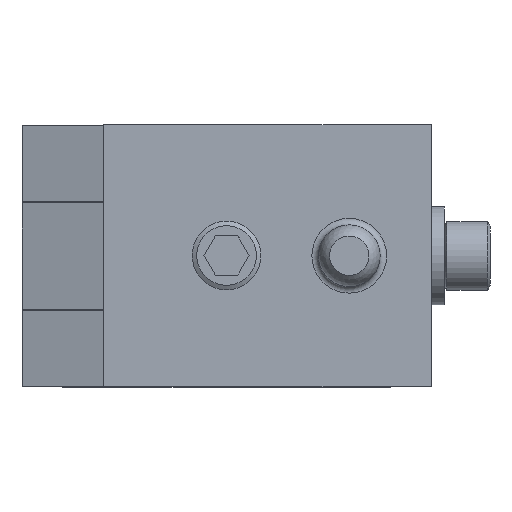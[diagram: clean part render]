
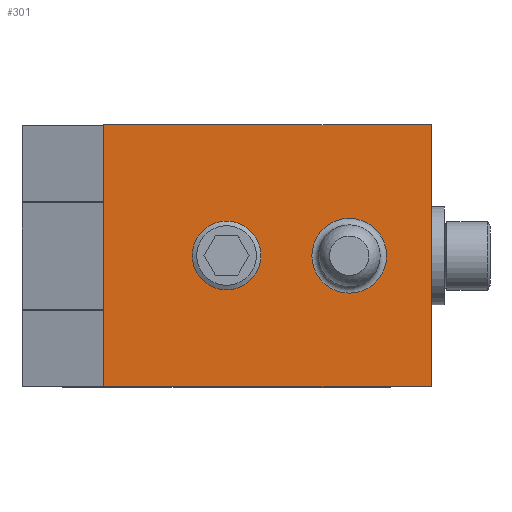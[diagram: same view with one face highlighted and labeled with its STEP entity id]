
A CAD part, top view. The second image highlights one B-rep face of the part: STEP entity #301.
In plain terms, the highlighted face is planar.
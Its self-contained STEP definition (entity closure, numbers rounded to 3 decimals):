
#301 = ADVANCED_FACE( '', ( #396, #397 ), #398, .F. );
#396 = FACE_BOUND( '', #536, .T. );
#397 = FACE_OUTER_BOUND( '', #537, .T. );
#398 = PLANE( '', #538 );
#536 = EDGE_LOOP( '', ( #833 ) );
#537 = EDGE_LOOP( '', ( #834, #835, #836, #837 ) );
#538 = AXIS2_PLACEMENT_3D( '', #838, #839, #840 );
#833 = ORIENTED_EDGE( '', *, *, #1113, .T. );
#834 = ORIENTED_EDGE( '', *, *, #1119, .T. );
#835 = ORIENTED_EDGE( '', *, *, #1120, .F. );
#836 = ORIENTED_EDGE( '', *, *, #1121, .F. );
#837 = ORIENTED_EDGE( '', *, *, #1105, .T. );
#838 = CARTESIAN_POINT( '', ( -50., -40., -21.5 ) );
#839 = DIRECTION( '', ( 0., 0., 1. ) );
#840 = DIRECTION( '', ( 1., 0., 0. ) );
#1105 = EDGE_CURVE( '', #1274, #1272, #1275, .T. );
#1113 = EDGE_CURVE( '', #1289, #1289, #1290, .T. );
#1119 = EDGE_CURVE( '', #1272, #1299, #1300, .T. );
#1120 = EDGE_CURVE( '', #1301, #1299, #1302, .T. );
#1121 = EDGE_CURVE( '', #1274, #1301, #1303, .T. );
#1272 = VERTEX_POINT( '', #1539 );
#1274 = VERTEX_POINT( '', #1542 );
#1275 = LINE( '', #1543, #1544 );
#1289 = VERTEX_POINT( '', #1563 );
#1290 = CIRCLE( '', #1564, 11.427 );
#1299 = VERTEX_POINT( '', #1576 );
#1300 = LINE( '', #1577, #1578 );
#1301 = VERTEX_POINT( '', #1579 );
#1302 = LINE( '', #1580, #1581 );
#1303 = LINE( '', #1582, #1583 );
#1539 = CARTESIAN_POINT( '', ( -50., 40., -21.5 ) );
#1542 = CARTESIAN_POINT( '', ( -50., -40., -21.5 ) );
#1543 = CARTESIAN_POINT( '', ( -50., -40., -21.5 ) );
#1544 = VECTOR( '', #1773, 1000. );
#1563 = CARTESIAN_POINT( '', ( -13.573, 0., -21.5 ) );
#1564 = AXIS2_PLACEMENT_3D( '', #1785, #1786, #1787 );
#1576 = CARTESIAN_POINT( '', ( 50., 40., -21.5 ) );
#1577 = CARTESIAN_POINT( '', ( -50., 40., -21.5 ) );
#1578 = VECTOR( '', #1797, 1000. );
#1579 = CARTESIAN_POINT( '', ( 50., -40., -21.5 ) );
#1580 = CARTESIAN_POINT( '', ( 50., -40., -21.5 ) );
#1581 = VECTOR( '', #1798, 1000. );
#1582 = CARTESIAN_POINT( '', ( -50., -40., -21.5 ) );
#1583 = VECTOR( '', #1799, 1000. );
#1773 = DIRECTION( '', ( 0., 1., 0. ) );
#1785 = CARTESIAN_POINT( '', ( -25., 0., -21.5 ) );
#1786 = DIRECTION( '', ( 0., 0., 1. ) );
#1787 = DIRECTION( '', ( 1., 0., 0. ) );
#1797 = DIRECTION( '', ( 1., 0., 0. ) );
#1798 = DIRECTION( '', ( 0., 1., 0. ) );
#1799 = DIRECTION( '', ( 1., 0., 0. ) );
